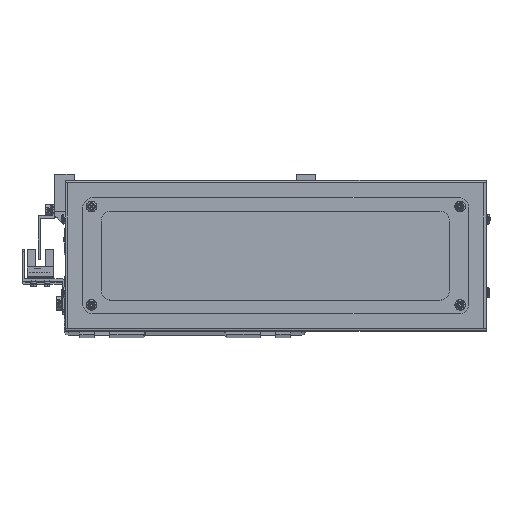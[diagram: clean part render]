
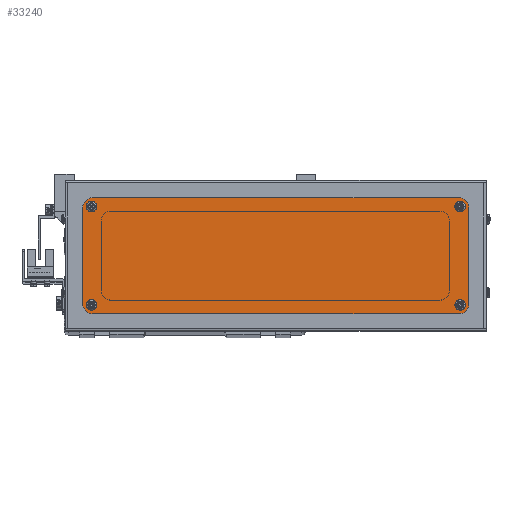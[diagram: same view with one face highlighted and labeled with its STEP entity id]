
A CAD part, top view. The second image highlights one B-rep face of the part: STEP entity #33240.
In plain terms, the highlighted planar face has unit normal (0, 0, 1).
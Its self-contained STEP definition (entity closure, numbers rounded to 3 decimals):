
#172 = LINE ( 'NONE', #67098, #49549 ) ;
#319 = EDGE_CURVE ( 'NONE', #7847, #14805, #75575, .T. ) ;
#2383 = CIRCLE ( 'NONE', #10164, 1.7 ) ;
#2665 = ORIENTED_EDGE ( 'NONE', *, *, #42330, .F. ) ;
#3600 = CARTESIAN_POINT ( 'NONE',  ( -95., -25., 2. ) ) ;
#4450 = VERTEX_POINT ( 'NONE', #39451 ) ;
#6396 = AXIS2_PLACEMENT_3D ( 'NONE', #60227, #21588, #66700 ) ;
#7075 = EDGE_LOOP ( 'NONE', ( #2665, #10686 ) ) ;
#7171 = CARTESIAN_POINT ( 'NONE',  ( 100., 25., 2. ) ) ;
#7847 = VERTEX_POINT ( 'NONE', #39042 ) ;
#8048 = CARTESIAN_POINT ( 'NONE',  ( -95.5, -25.5, 2. ) ) ;
#8842 = DIRECTION ( 'NONE',  ( 0., 0., 1. ) ) ;
#10066 = DIRECTION ( 'NONE',  ( 1., 0., 0. ) ) ;
#10135 = FACE_BOUND ( 'NONE', #63031, .T. ) ;
#10164 = AXIS2_PLACEMENT_3D ( 'NONE', #74076, #35445, #80588 ) ;
#10373 = CARTESIAN_POINT ( 'NONE',  ( 95.5, 25.5, 2. ) ) ;
#10686 = ORIENTED_EDGE ( 'NONE', *, *, #61030, .F. ) ;
#11605 = EDGE_LOOP ( 'NONE', ( #78191, #68105 ) ) ;
#11681 = AXIS2_PLACEMENT_3D ( 'NONE', #32679, #77758, #39177 ) ;
#11746 = VERTEX_POINT ( 'NONE', #45218 ) ;
#12148 = FACE_OUTER_BOUND ( 'NONE', #76703, .T. ) ;
#12502 = VERTEX_POINT ( 'NONE', #62186 ) ;
#12944 = EDGE_CURVE ( 'NONE', #30686, #25600, #43883, .T. ) ;
#13155 = VERTEX_POINT ( 'NONE', #7171 ) ;
#13297 = CARTESIAN_POINT ( 'NONE',  ( -100., -25., 2. ) ) ;
#13812 = DIRECTION ( 'NONE',  ( 0., 0., 1. ) ) ;
#14457 = DIRECTION ( 'NONE',  ( 1., 0., 0. ) ) ;
#14805 = VERTEX_POINT ( 'NONE', #44927 ) ;
#15632 = ORIENTED_EDGE ( 'NONE', *, *, #37353, .T. ) ;
#15768 = CARTESIAN_POINT ( 'NONE',  ( 95., -30., 2. ) ) ;
#16834 = DIRECTION ( 'NONE',  ( 1., 0., 0. ) ) ;
#17004 = AXIS2_PLACEMENT_3D ( 'NONE', #3600, #48659, #10066 ) ;
#17114 = EDGE_CURVE ( 'NONE', #48056, #13155, #71558, .T. ) ;
#17792 = LINE ( 'NONE', #66270, #34946 ) ;
#18116 = CARTESIAN_POINT ( 'NONE',  ( 95.5, -25.5, 2. ) ) ;
#18773 = ORIENTED_EDGE ( 'NONE', *, *, #58753, .T. ) ;
#18872 = LINE ( 'NONE', #76467, #68301 ) ;
#19004 = VERTEX_POINT ( 'NONE', #28911 ) ;
#19890 = DIRECTION ( 'NONE',  ( 0., 0., 1. ) ) ;
#21003 = VERTEX_POINT ( 'NONE', #77852 ) ;
#21588 = DIRECTION ( 'NONE',  ( 0., 0., 1. ) ) ;
#21792 = ORIENTED_EDGE ( 'NONE', *, *, #319, .F. ) ;
#21832 = EDGE_CURVE ( 'NONE', #11746, #4450, #47092, .T. ) ;
#22077 = CARTESIAN_POINT ( 'NONE',  ( -95., 25., 2. ) ) ;
#22855 = CARTESIAN_POINT ( 'NONE',  ( 97.2, -25.5, 2. ) ) ;
#24608 = DIRECTION ( 'NONE',  ( 1., 0., 0. ) ) ;
#25464 = DIRECTION ( 'NONE',  ( 0., 0., 1. ) ) ;
#25600 = VERTEX_POINT ( 'NONE', #22855 ) ;
#27433 = VERTEX_POINT ( 'NONE', #13297 ) ;
#28559 = DIRECTION ( 'NONE',  ( 1., 0., 0. ) ) ;
#28622 = CIRCLE ( 'NONE', #40936, 1.7 ) ;
#28911 = CARTESIAN_POINT ( 'NONE',  ( -95., 30., 2. ) ) ;
#30294 = EDGE_CURVE ( 'NONE', #4450, #11746, #28622, .T. ) ;
#30320 = AXIS2_PLACEMENT_3D ( 'NONE', #51136, #25464, #70580 ) ;
#30686 = VERTEX_POINT ( 'NONE', #37232 ) ;
#31675 = CARTESIAN_POINT ( 'NONE',  ( -95.5, 25.5, 2. ) ) ;
#32240 = ORIENTED_EDGE ( 'NONE', *, *, #64922, .T. ) ;
#32679 = CARTESIAN_POINT ( 'NONE',  ( 95., 25., 2. ) ) ;
#33240 = ADVANCED_FACE ( 'NONE', ( #80732, #61576, #12148, #76650, #10135 ), #64125, .T. ) ;
#34094 = DIRECTION ( 'NONE',  ( 0., -1., 0. ) ) ;
#34202 = CARTESIAN_POINT ( 'NONE',  ( 93.8, 25.5, 2. ) ) ;
#34946 = VECTOR ( 'NONE', #34094, 1000. ) ;
#34992 = CIRCLE ( 'NONE', #17004, 5. ) ;
#35445 = DIRECTION ( 'NONE',  ( 0., 0., 1. ) ) ;
#37232 = CARTESIAN_POINT ( 'NONE',  ( 93.8, -25.5, 2. ) ) ;
#37275 = DIRECTION ( 'NONE',  ( 0., 1., 0. ) ) ;
#37353 = EDGE_CURVE ( 'NONE', #13155, #53126, #65476, .T. ) ;
#38180 = DIRECTION ( 'NONE',  ( 1., 0., 0. ) ) ;
#38476 = EDGE_LOOP ( 'NONE', ( #43770, #21792 ) ) ;
#39042 = CARTESIAN_POINT ( 'NONE',  ( -93.8, 25.5, 2. ) ) ;
#39177 = DIRECTION ( 'NONE',  ( 1., 0., 0. ) ) ;
#39451 = CARTESIAN_POINT ( 'NONE',  ( -93.8, -25.5, 2. ) ) ;
#40261 = AXIS2_PLACEMENT_3D ( 'NONE', #10373, #55413, #16834 ) ;
#40936 = AXIS2_PLACEMENT_3D ( 'NONE', #8048, #53072, #14457 ) ;
#40963 = ORIENTED_EDGE ( 'NONE', *, *, #68049, .T. ) ;
#42330 = EDGE_CURVE ( 'NONE', #81157, #62682, #75717, .T. ) ;
#43770 = ORIENTED_EDGE ( 'NONE', *, *, #69620, .F. ) ;
#43883 = CIRCLE ( 'NONE', #61441, 1.7 ) ;
#44927 = CARTESIAN_POINT ( 'NONE',  ( -97.2, 25.5, 2. ) ) ;
#45218 = CARTESIAN_POINT ( 'NONE',  ( -97.2, -25.5, 2. ) ) ;
#47092 = CIRCLE ( 'NONE', #6396, 1.7 ) ;
#47429 = CARTESIAN_POINT ( 'NONE',  ( 95., -25., 2. ) ) ;
#47644 = ORIENTED_EDGE ( 'NONE', *, *, #17114, .T. ) ;
#47755 = CIRCLE ( 'NONE', #59295, 1.7 ) ;
#47921 = DIRECTION ( 'NONE',  ( 1., 0., 0. ) ) ;
#48056 = VERTEX_POINT ( 'NONE', #48091 ) ;
#48091 = CARTESIAN_POINT ( 'NONE',  ( 100., -25., 2. ) ) ;
#48659 = DIRECTION ( 'NONE',  ( 0., 0., 1. ) ) ;
#49549 = VECTOR ( 'NONE', #47921, 1000. ) ;
#51136 = CARTESIAN_POINT ( 'NONE',  ( -95., -25., 2. ) ) ;
#52134 = EDGE_CURVE ( 'NONE', #19004, #21003, #60911, .T. ) ;
#52401 = CARTESIAN_POINT ( 'NONE',  ( 95.5, 25.5, 2. ) ) ;
#53072 = DIRECTION ( 'NONE',  ( 0., 0., 1. ) ) ;
#53126 = VERTEX_POINT ( 'NONE', #57708 ) ;
#53208 = ORIENTED_EDGE ( 'NONE', *, *, #72188, .T. ) ;
#53893 = DIRECTION ( 'NONE',  ( 1., 0., 0. ) ) ;
#55413 = DIRECTION ( 'NONE',  ( 0., 0., 1. ) ) ;
#57708 = CARTESIAN_POINT ( 'NONE',  ( 95., 30., 2. ) ) ;
#58503 = CARTESIAN_POINT ( 'NONE',  ( -95.5, 25.5, 2. ) ) ;
#58753 = EDGE_CURVE ( 'NONE', #53126, #19004, #18872, .T. ) ;
#58915 = DIRECTION ( 'NONE',  ( 1., 0., 0. ) ) ;
#59011 = EDGE_CURVE ( 'NONE', #83024, #48056, #69275, .T. ) ;
#59295 = AXIS2_PLACEMENT_3D ( 'NONE', #52401, #13812, #58915 ) ;
#60227 = CARTESIAN_POINT ( 'NONE',  ( -95.5, -25.5, 2. ) ) ;
#60911 = CIRCLE ( 'NONE', #69568, 5. ) ;
#61030 = EDGE_CURVE ( 'NONE', #62682, #81157, #47755, .T. ) ;
#61250 = EDGE_CURVE ( 'NONE', #25600, #30686, #2383, .T. ) ;
#61441 = AXIS2_PLACEMENT_3D ( 'NONE', #18116, #63250, #24608 ) ;
#61576 = FACE_BOUND ( 'NONE', #7075, .T. ) ;
#61991 = ORIENTED_EDGE ( 'NONE', *, *, #52134, .T. ) ;
#62186 = CARTESIAN_POINT ( 'NONE',  ( -95., -30., 2. ) ) ;
#62682 = VERTEX_POINT ( 'NONE', #73573 ) ;
#63031 = EDGE_LOOP ( 'NONE', ( #81145, #65059 ) ) ;
#63250 = DIRECTION ( 'NONE',  ( 0., 0., 1. ) ) ;
#64125 = PLANE ( 'NONE',  #30320 ) ;
#64922 = EDGE_CURVE ( 'NONE', #27433, #12502, #34992, .T. ) ;
#64997 = DIRECTION ( 'NONE',  ( 1., 0., 0. ) ) ;
#65059 = ORIENTED_EDGE ( 'NONE', *, *, #30294, .F. ) ;
#65476 = CIRCLE ( 'NONE', #11681, 5. ) ;
#66270 = CARTESIAN_POINT ( 'NONE',  ( -100., -25., 2. ) ) ;
#66700 = DIRECTION ( 'NONE',  ( 1., 0., 0. ) ) ;
#67098 = CARTESIAN_POINT ( 'NONE',  ( 95., -30., 2. ) ) ;
#67184 = DIRECTION ( 'NONE',  ( 0., 0., 1. ) ) ;
#67788 = AXIS2_PLACEMENT_3D ( 'NONE', #47429, #8842, #53893 ) ;
#68049 = EDGE_CURVE ( 'NONE', #21003, #27433, #17792, .T. ) ;
#68105 = ORIENTED_EDGE ( 'NONE', *, *, #61250, .F. ) ;
#68301 = VECTOR ( 'NONE', #70310, 1000. ) ;
#69275 = CIRCLE ( 'NONE', #67788, 5. ) ;
#69568 = AXIS2_PLACEMENT_3D ( 'NONE', #22077, #67184, #28559 ) ;
#69620 = EDGE_CURVE ( 'NONE', #14805, #7847, #80096, .T. ) ;
#70310 = DIRECTION ( 'NONE',  ( -1., 0., 0. ) ) ;
#70580 = DIRECTION ( 'NONE',  ( 1., 0., 0. ) ) ;
#71558 = LINE ( 'NONE', #75859, #73554 ) ;
#72188 = EDGE_CURVE ( 'NONE', #12502, #83024, #172, .T. ) ;
#72957 = AXIS2_PLACEMENT_3D ( 'NONE', #31675, #76764, #38180 ) ;
#73554 = VECTOR ( 'NONE', #37275, 1000. ) ;
#73573 = CARTESIAN_POINT ( 'NONE',  ( 97.2, 25.5, 2. ) ) ;
#74076 = CARTESIAN_POINT ( 'NONE',  ( 95.5, -25.5, 2. ) ) ;
#75217 = AXIS2_PLACEMENT_3D ( 'NONE', #58503, #19890, #64997 ) ;
#75575 = CIRCLE ( 'NONE', #75217, 1.7 ) ;
#75717 = CIRCLE ( 'NONE', #40261, 1.7 ) ;
#75859 = CARTESIAN_POINT ( 'NONE',  ( 100., 25., 2. ) ) ;
#76467 = CARTESIAN_POINT ( 'NONE',  ( -95., 30., 2. ) ) ;
#76650 = FACE_BOUND ( 'NONE', #38476, .T. ) ;
#76703 = EDGE_LOOP ( 'NONE', ( #32240, #53208, #83101, #47644, #15632, #18773, #61991, #40963 ) ) ;
#76764 = DIRECTION ( 'NONE',  ( 0., 0., 1. ) ) ;
#77758 = DIRECTION ( 'NONE',  ( 0., 0., 1. ) ) ;
#77852 = CARTESIAN_POINT ( 'NONE',  ( -100., 25., 2. ) ) ;
#78191 = ORIENTED_EDGE ( 'NONE', *, *, #12944, .F. ) ;
#80096 = CIRCLE ( 'NONE', #72957, 1.7 ) ;
#80588 = DIRECTION ( 'NONE',  ( 1., 0., 0. ) ) ;
#80732 = FACE_BOUND ( 'NONE', #11605, .T. ) ;
#81145 = ORIENTED_EDGE ( 'NONE', *, *, #21832, .F. ) ;
#81157 = VERTEX_POINT ( 'NONE', #34202 ) ;
#83024 = VERTEX_POINT ( 'NONE', #15768 ) ;
#83101 = ORIENTED_EDGE ( 'NONE', *, *, #59011, .T. ) ;
